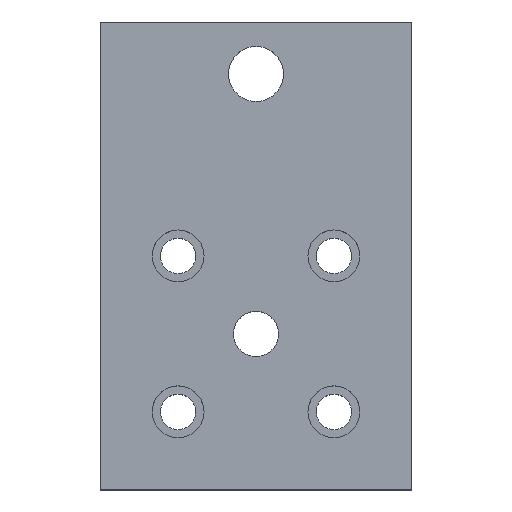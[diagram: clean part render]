
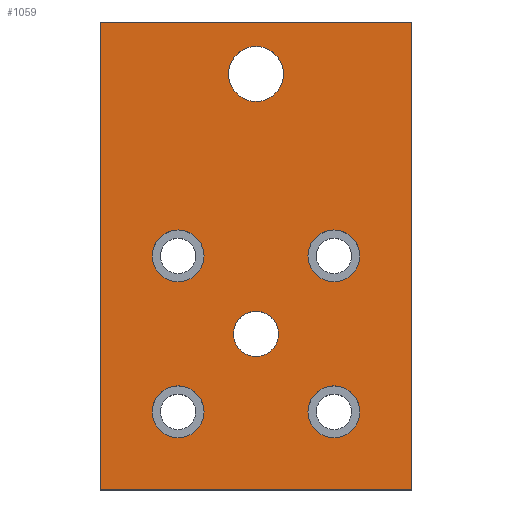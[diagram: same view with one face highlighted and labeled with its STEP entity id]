
A CAD part, top view. The second image highlights one B-rep face of the part: STEP entity #1059.
In plain terms, the highlighted planar face has unit normal (0, 0, 1).
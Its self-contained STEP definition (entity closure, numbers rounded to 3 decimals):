
#153=CARTESIAN_POINT('',(1.765,4.0,0.0));
#154=VERTEX_POINT('',#153);
#163=CARTESIAN_POINT('',(1.235,4.0,0.0));
#164=VERTEX_POINT('',#163);
#165=CARTESIAN_POINT('',(1.5,4.0,0.0));
#166=DIRECTION('',(0.0,0.0,-1.0));
#167=DIRECTION('',(1.0,0.0,0.0));
#168=AXIS2_PLACEMENT_3D('',#165,#166,#167);
#169=CIRCLE('',#168,0.265);
#170=EDGE_CURVE('',#164,#154,#169,.T.);
#237=CARTESIAN_POINT('',(2.5,2.25,0.0));
#238=VERTEX_POINT('',#237);
#247=CARTESIAN_POINT('',(2.0,2.25,0.0));
#248=VERTEX_POINT('',#247);
#249=CARTESIAN_POINT('',(2.25,2.25,0.0));
#250=DIRECTION('',(0.0,0.0,-1.0));
#251=DIRECTION('',(1.0,0.0,0.0));
#252=AXIS2_PLACEMENT_3D('',#249,#250,#251);
#253=CIRCLE('',#252,0.25);
#254=EDGE_CURVE('',#248,#238,#253,.T.);
#321=CARTESIAN_POINT('',(1.0,2.25,0.0));
#322=VERTEX_POINT('',#321);
#331=CARTESIAN_POINT('',(0.5,2.25,0.0));
#332=VERTEX_POINT('',#331);
#333=CARTESIAN_POINT('',(0.75,2.25,0.0));
#334=DIRECTION('',(0.0,0.0,-1.0));
#335=DIRECTION('',(1.0,0.0,0.0));
#336=AXIS2_PLACEMENT_3D('',#333,#334,#335);
#337=CIRCLE('',#336,0.25);
#338=EDGE_CURVE('',#332,#322,#337,.T.);
#363=CARTESIAN_POINT('',(1.718,1.5,0.0));
#364=VERTEX_POINT('',#363);
#373=CARTESIAN_POINT('',(1.282,1.5,0.0));
#374=VERTEX_POINT('',#373);
#375=CARTESIAN_POINT('',(1.5,1.5,0.0));
#376=DIRECTION('',(0.0,0.0,-1.0));
#377=DIRECTION('',(1.0,0.0,0.0));
#378=AXIS2_PLACEMENT_3D('',#375,#376,#377);
#379=CIRCLE('',#378,0.218);
#380=EDGE_CURVE('',#374,#364,#379,.T.);
#405=CARTESIAN_POINT('',(2.5,0.75,0.0));
#406=VERTEX_POINT('',#405);
#415=CARTESIAN_POINT('',(2.0,0.75,0.0));
#416=VERTEX_POINT('',#415);
#417=CARTESIAN_POINT('',(2.25,0.75,0.0));
#418=DIRECTION('',(0.0,0.0,-1.0));
#419=DIRECTION('',(1.0,0.0,0.0));
#420=AXIS2_PLACEMENT_3D('',#417,#418,#419);
#421=CIRCLE('',#420,0.25);
#422=EDGE_CURVE('',#416,#406,#421,.T.);
#489=CARTESIAN_POINT('',(1.0,0.75,0.0));
#490=VERTEX_POINT('',#489);
#499=CARTESIAN_POINT('',(0.5,0.75,0.0));
#500=VERTEX_POINT('',#499);
#501=CARTESIAN_POINT('',(0.75,0.75,0.0));
#502=DIRECTION('',(0.0,0.0,-1.0));
#503=DIRECTION('',(1.0,0.0,0.0));
#504=AXIS2_PLACEMENT_3D('',#501,#502,#503);
#505=CIRCLE('',#504,0.25);
#506=EDGE_CURVE('',#500,#490,#505,.T.);
#606=CARTESIAN_POINT('',(0.75,0.75,0.0));
#607=DIRECTION('',(0.0,0.0,-1.0));
#608=DIRECTION('',(1.0,0.0,0.0));
#609=AXIS2_PLACEMENT_3D('',#606,#607,#608);
#610=CIRCLE('',#609,0.25);
#611=EDGE_CURVE('',#490,#500,#610,.T.);
#668=CARTESIAN_POINT('',(2.25,0.75,0.0));
#669=DIRECTION('',(0.0,0.0,-1.0));
#670=DIRECTION('',(1.0,0.0,0.0));
#671=AXIS2_PLACEMENT_3D('',#668,#669,#670);
#672=CIRCLE('',#671,0.25);
#673=EDGE_CURVE('',#406,#416,#672,.T.);
#706=CARTESIAN_POINT('',(1.5,1.5,0.0));
#707=DIRECTION('',(0.0,0.0,-1.0));
#708=DIRECTION('',(1.0,0.0,0.0));
#709=AXIS2_PLACEMENT_3D('',#706,#707,#708);
#710=CIRCLE('',#709,0.218);
#711=EDGE_CURVE('',#364,#374,#710,.T.);
#750=CARTESIAN_POINT('',(0.75,2.25,0.0));
#751=DIRECTION('',(0.0,0.0,-1.0));
#752=DIRECTION('',(1.0,0.0,0.0));
#753=AXIS2_PLACEMENT_3D('',#750,#751,#752);
#754=CIRCLE('',#753,0.25);
#755=EDGE_CURVE('',#322,#332,#754,.T.);
#812=CARTESIAN_POINT('',(2.25,2.25,0.0));
#813=DIRECTION('',(0.0,0.0,-1.0));
#814=DIRECTION('',(1.0,0.0,0.0));
#815=AXIS2_PLACEMENT_3D('',#812,#813,#814);
#816=CIRCLE('',#815,0.25);
#817=EDGE_CURVE('',#238,#248,#816,.T.);
#854=CARTESIAN_POINT('',(1.5,4.0,0.0));
#855=DIRECTION('',(0.0,0.0,-1.0));
#856=DIRECTION('',(1.0,0.0,0.0));
#857=AXIS2_PLACEMENT_3D('',#854,#855,#856);
#858=CIRCLE('',#857,0.265);
#859=EDGE_CURVE('',#154,#164,#858,.T.);
#879=CARTESIAN_POINT('',(3.0,4.5,0.0));
#880=VERTEX_POINT('',#879);
#887=CARTESIAN_POINT('',(3.0,0.0,0.0));
#888=VERTEX_POINT('',#887);
#889=CARTESIAN_POINT('',(3.0,0.0,0.0));
#890=DIRECTION('',(0.0,1.0,0.0));
#891=VECTOR('',#890,4.5);
#892=LINE('',#889,#891);
#893=EDGE_CURVE('',#888,#880,#892,.T.);
#917=CARTESIAN_POINT('',(0.0,4.5,0.0));
#918=VERTEX_POINT('',#917);
#925=CARTESIAN_POINT('',(3.0,4.5,0.0));
#926=DIRECTION('',(-1.0,0.0,0.0));
#927=VECTOR('',#926,3.0);
#928=LINE('',#925,#927);
#929=EDGE_CURVE('',#880,#918,#928,.T.);
#948=CARTESIAN_POINT('',(0.0,0.0,0.0));
#949=VERTEX_POINT('',#948);
#956=CARTESIAN_POINT('',(0.0,4.5,0.0));
#957=DIRECTION('',(0.0,-1.0,0.0));
#958=VECTOR('',#957,4.5);
#959=LINE('',#956,#958);
#960=EDGE_CURVE('',#918,#949,#959,.T.);
#978=CARTESIAN_POINT('',(0.0,0.0,0.0));
#979=DIRECTION('',(1.0,0.0,0.0));
#980=VECTOR('',#979,3.0);
#981=LINE('',#978,#980);
#982=EDGE_CURVE('',#949,#888,#981,.T.);
#1024=CARTESIAN_POINT('',(1.5,2.25,0.0));
#1025=DIRECTION('',(0.0,0.0,-1.0));
#1026=DIRECTION('',(-1.0,0.0,0.0));
#1027=AXIS2_PLACEMENT_3D('',#1024,#1025,#1026);
#1028=PLANE('',#1027);
#1029=ORIENTED_EDGE('',*,*,#982,.T.);
#1030=ORIENTED_EDGE('',*,*,#893,.T.);
#1031=ORIENTED_EDGE('',*,*,#929,.T.);
#1032=ORIENTED_EDGE('',*,*,#960,.T.);
#1033=EDGE_LOOP('',(#1029,#1030,#1031,#1032));
#1034=FACE_OUTER_BOUND('',#1033,.T.);
#1035=ORIENTED_EDGE('',*,*,#611,.T.);
#1036=ORIENTED_EDGE('',*,*,#506,.T.);
#1037=EDGE_LOOP('',(#1035,#1036));
#1038=FACE_BOUND('',#1037,.T.);
#1039=ORIENTED_EDGE('',*,*,#673,.T.);
#1040=ORIENTED_EDGE('',*,*,#422,.T.);
#1041=EDGE_LOOP('',(#1039,#1040));
#1042=FACE_BOUND('',#1041,.T.);
#1043=ORIENTED_EDGE('',*,*,#711,.T.);
#1044=ORIENTED_EDGE('',*,*,#380,.T.);
#1045=EDGE_LOOP('',(#1043,#1044));
#1046=FACE_BOUND('',#1045,.T.);
#1047=ORIENTED_EDGE('',*,*,#755,.T.);
#1048=ORIENTED_EDGE('',*,*,#338,.T.);
#1049=EDGE_LOOP('',(#1047,#1048));
#1050=FACE_BOUND('',#1049,.T.);
#1051=ORIENTED_EDGE('',*,*,#817,.T.);
#1052=ORIENTED_EDGE('',*,*,#254,.T.);
#1053=EDGE_LOOP('',(#1051,#1052));
#1054=FACE_BOUND('',#1053,.T.);
#1055=ORIENTED_EDGE('',*,*,#859,.T.);
#1056=ORIENTED_EDGE('',*,*,#170,.T.);
#1057=EDGE_LOOP('',(#1055,#1056));
#1058=FACE_BOUND('',#1057,.T.);
#1059=ADVANCED_FACE('',(#1034,#1038,#1042,#1046,#1050,#1054,#1058),#1028,.F.);
